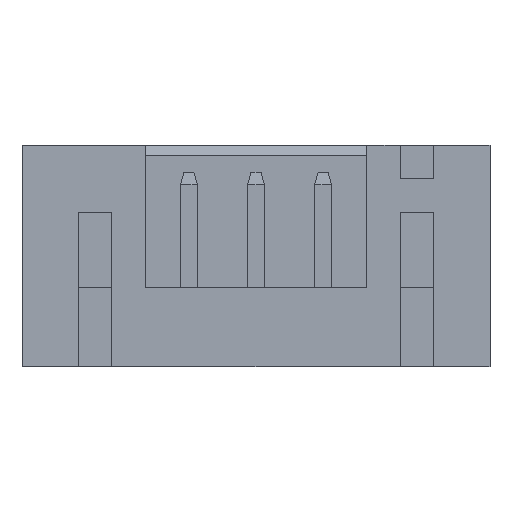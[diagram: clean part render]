
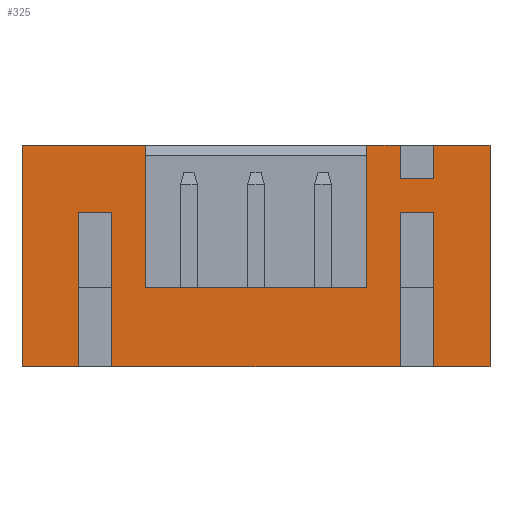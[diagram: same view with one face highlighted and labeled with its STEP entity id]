
A CAD part, front view. The second image highlights one B-rep face of the part: STEP entity #325.
In plain terms, the highlighted planar face has unit normal (0, -1, 0).
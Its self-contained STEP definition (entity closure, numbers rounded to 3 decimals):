
#325=ADVANCED_FACE('',(#2267),#2269,.T.);
#2267=FACE_BOUND('',#2268,.T.);
#2268=EDGE_LOOP('',(#3789,#3790,#3791,#3792,#3793,#3794,#3795,#3796,#3797,#3798,
#3799,#3800,#3801,#3802,#3803,#3804,#3805,#3806,#3807,#3808));
#2269=PLANE('',#2270);
#2270=AXIS2_PLACEMENT_3D('',#2271,#2272,#2273);
#2271=CARTESIAN_POINT('',(-1.,-1.9,0.));
#2272=DIRECTION('',(0.,-1.,0.));
#2273=DIRECTION('',(1.,0.,0.));
#3789=ORIENTED_EDGE('',*,*,#4873,.T.);
#3790=ORIENTED_EDGE('',*,*,#4874,.T.);
#3791=ORIENTED_EDGE('',*,*,#4875,.T.);
#3792=ORIENTED_EDGE('',*,*,#4876,.F.);
#3793=ORIENTED_EDGE('',*,*,#4877,.T.);
#3794=ORIENTED_EDGE('',*,*,#4878,.T.);
#3795=ORIENTED_EDGE('',*,*,#4879,.T.);
#3796=ORIENTED_EDGE('',*,*,#4880,.F.);
#3797=ORIENTED_EDGE('',*,*,#4881,.F.);
#3798=ORIENTED_EDGE('',*,*,#4882,.T.);
#3799=ORIENTED_EDGE('',*,*,#4883,.T.);
#3800=ORIENTED_EDGE('',*,*,#4884,.T.);
#3801=ORIENTED_EDGE('',*,*,#4885,.T.);
#3802=ORIENTED_EDGE('',*,*,#4886,.T.);
#3803=ORIENTED_EDGE('',*,*,#4887,.T.);
#3804=ORIENTED_EDGE('',*,*,#4888,.T.);
#3805=ORIENTED_EDGE('',*,*,#4889,.T.);
#3806=ORIENTED_EDGE('',*,*,#4890,.T.);
#3807=ORIENTED_EDGE('',*,*,#4891,.T.);
#3808=ORIENTED_EDGE('',*,*,#4892,.F.);
#4873=EDGE_CURVE('',#5499,#5500,#5501,.F.);
#4874=EDGE_CURVE('',#5500,#5502,#5503,.F.);
#4875=EDGE_CURVE('',#5502,#5504,#5505,.F.);
#4876=EDGE_CURVE('',#5506,#5504,#5507,.T.);
#4877=EDGE_CURVE('',#5506,#5508,#5509,.F.);
#4878=EDGE_CURVE('',#5508,#5510,#5511,.F.);
#4879=EDGE_CURVE('',#5510,#5512,#5513,.F.);
#4880=EDGE_CURVE('',#5514,#5512,#5515,.T.);
#4881=EDGE_CURVE('',#5516,#5514,#5517,.T.);
#4882=EDGE_CURVE('',#5516,#5518,#5519,.T.);
#4883=EDGE_CURVE('',#5518,#5520,#5521,.F.);
#4884=EDGE_CURVE('',#5520,#5522,#5523,.F.);
#4885=EDGE_CURVE('',#5522,#5524,#5525,.F.);
#4886=EDGE_CURVE('',#5524,#5526,#5527,.T.);
#4887=EDGE_CURVE('',#5526,#5528,#5529,.F.);
#4888=EDGE_CURVE('',#5528,#5530,#5531,.F.);
#4889=EDGE_CURVE('',#5530,#5532,#5533,.F.);
#4890=EDGE_CURVE('',#5532,#5534,#5535,.T.);
#4891=EDGE_CURVE('',#5534,#5536,#5537,.T.);
#4892=EDGE_CURVE('',#5499,#5536,#5538,.T.);
#5499=VERTEX_POINT('',#6597);
#5500=VERTEX_POINT('',#6598);
#5501=LINE('',#6599,#6600);
#5502=VERTEX_POINT('',#6602);
#5503=LINE('',#6603,#6604);
#5504=VERTEX_POINT('',#6606);
#5505=LINE('',#6607,#6608);
#5506=VERTEX_POINT('',#6610);
#5507=LINE('',#6611,#6612);
#5508=VERTEX_POINT('',#6614);
#5509=LINE('',#6615,#6616);
#5510=VERTEX_POINT('',#6618);
#5511=LINE('',#6619,#6620);
#5512=VERTEX_POINT('',#6622);
#5513=LINE('',#6623,#6624);
#5514=VERTEX_POINT('',#6626);
#5515=LINE('',#6627,#6628);
#5516=VERTEX_POINT('',#6630);
#5517=LINE('',#6631,#6632);
#5518=VERTEX_POINT('',#6634);
#5519=LINE('',#6635,#6636);
#5520=VERTEX_POINT('',#6638);
#5521=LINE('',#6639,#6640);
#5522=VERTEX_POINT('',#6642);
#5523=LINE('',#6643,#6644);
#5524=VERTEX_POINT('',#6646);
#5525=LINE('',#6647,#6648);
#5526=VERTEX_POINT('',#6650);
#5527=LINE('',#6651,#6652);
#5528=VERTEX_POINT('',#6654);
#5529=LINE('',#6655,#6656);
#5530=VERTEX_POINT('',#6658);
#5531=LINE('',#6659,#6660);
#5532=VERTEX_POINT('',#6662);
#5533=LINE('',#6663,#6664);
#5534=VERTEX_POINT('',#6666);
#5535=LINE('',#6667,#6668);
#5536=VERTEX_POINT('',#6670);
#5537=LINE('',#6671,#6672);
#5538=LINE('',#6674,#6675);
#6597=CARTESIAN_POINT('',(9.3,-1.9,6.6));
#6598=CARTESIAN_POINT('',(9.3,-1.9,5.6));
#6599=CARTESIAN_POINT('',(9.3,-1.9,5.6));
#6600=VECTOR('',#6601,1.);
#6601=DIRECTION('',(0.,0.,1.));
#6602=CARTESIAN_POINT('',(8.3,-1.9,5.6));
#6603=CARTESIAN_POINT('',(8.3,-1.9,5.6));
#6604=VECTOR('',#6605,1.);
#6605=DIRECTION('',(1.,0.,0.));
#6606=CARTESIAN_POINT('',(8.3,-1.9,6.6));
#6607=CARTESIAN_POINT('',(8.3,-1.9,6.6));
#6608=VECTOR('',#6609,1.);
#6609=DIRECTION('',(0.,0.,-1.));
#6610=CARTESIAN_POINT('',(7.3,-1.9,6.6));
#6611=CARTESIAN_POINT('',(7.3,-1.9,6.6));
#6612=VECTOR('',#6613,1.);
#6613=DIRECTION('',(1.,0.,0.));
#6614=CARTESIAN_POINT('',(7.3,-1.9,2.35));
#6615=CARTESIAN_POINT('',(7.3,-1.9,2.35));
#6616=VECTOR('',#6617,1.);
#6617=DIRECTION('',(0.,0.,1.));
#6618=CARTESIAN_POINT('',(0.7,-1.9,2.35));
#6619=CARTESIAN_POINT('',(0.7,-1.9,2.35));
#6620=VECTOR('',#6621,1.);
#6621=DIRECTION('',(1.,0.,0.));
#6622=CARTESIAN_POINT('',(0.7,-1.9,6.6));
#6623=CARTESIAN_POINT('',(0.7,-1.9,6.6));
#6624=VECTOR('',#6625,1.);
#6625=DIRECTION('',(0.,0.,-1.));
#6626=CARTESIAN_POINT('',(-2.975,-1.9,6.6));
#6627=CARTESIAN_POINT('',(-2.975,-1.9,6.6));
#6628=VECTOR('',#6629,1.);
#6629=DIRECTION('',(1.,0.,0.));
#6630=CARTESIAN_POINT('',(-2.975,-1.9,0.));
#6631=CARTESIAN_POINT('',(-2.975,-1.9,0.));
#6632=VECTOR('',#6633,1.);
#6633=DIRECTION('',(0.,0.,1.));
#6634=CARTESIAN_POINT('',(-1.3,-1.9,0.));
#6635=CARTESIAN_POINT('',(-2.975,-1.9,0.));
#6636=VECTOR('',#6637,1.);
#6637=DIRECTION('',(1.,0.,0.));
#6638=CARTESIAN_POINT('',(-1.3,-1.9,4.6));
#6639=CARTESIAN_POINT('',(-1.3,-1.9,4.6));
#6640=VECTOR('',#6641,1.);
#6641=DIRECTION('',(0.,0.,-1.));
#6642=CARTESIAN_POINT('',(-0.3,-1.9,4.6));
#6643=CARTESIAN_POINT('',(-0.3,-1.9,4.6));
#6644=VECTOR('',#6645,1.);
#6645=DIRECTION('',(-1.,0.,0.));
#6646=CARTESIAN_POINT('',(-0.3,-1.9,0.));
#6647=CARTESIAN_POINT('',(-0.3,-1.9,0.));
#6648=VECTOR('',#6649,1.);
#6649=DIRECTION('',(0.,0.,1.));
#6650=CARTESIAN_POINT('',(8.3,-1.9,0.));
#6651=CARTESIAN_POINT('',(-0.3,-1.9,0.));
#6652=VECTOR('',#6653,1.);
#6653=DIRECTION('',(1.,0.,0.));
#6654=CARTESIAN_POINT('',(8.3,-1.9,4.6));
#6655=CARTESIAN_POINT('',(8.3,-1.9,4.6));
#6656=VECTOR('',#6657,1.);
#6657=DIRECTION('',(0.,0.,-1.));
#6658=CARTESIAN_POINT('',(9.3,-1.9,4.6));
#6659=CARTESIAN_POINT('',(9.3,-1.9,4.6));
#6660=VECTOR('',#6661,1.);
#6661=DIRECTION('',(-1.,0.,0.));
#6662=CARTESIAN_POINT('',(9.3,-1.9,0.));
#6663=CARTESIAN_POINT('',(9.3,-1.9,0.));
#6664=VECTOR('',#6665,1.);
#6665=DIRECTION('',(0.,0.,1.));
#6666=CARTESIAN_POINT('',(10.975,-1.9,0.));
#6667=CARTESIAN_POINT('',(9.3,-1.9,0.));
#6668=VECTOR('',#6669,1.);
#6669=DIRECTION('',(1.,0.,0.));
#6670=CARTESIAN_POINT('',(10.975,-1.9,6.6));
#6671=CARTESIAN_POINT('',(10.975,-1.9,0.));
#6672=VECTOR('',#6673,1.);
#6673=DIRECTION('',(0.,0.,1.));
#6674=CARTESIAN_POINT('',(9.3,-1.9,6.6));
#6675=VECTOR('',#6676,1.);
#6676=DIRECTION('',(1.,0.,0.));
